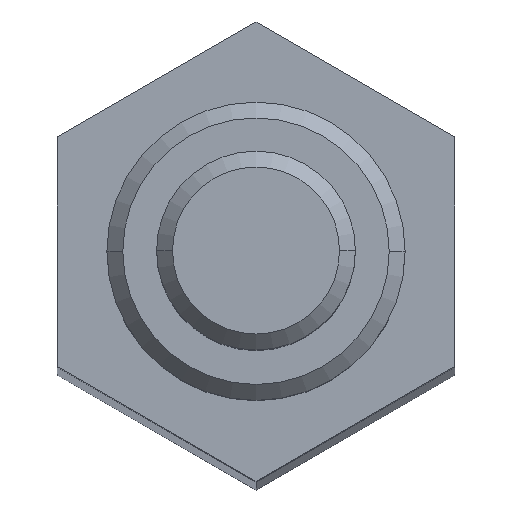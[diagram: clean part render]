
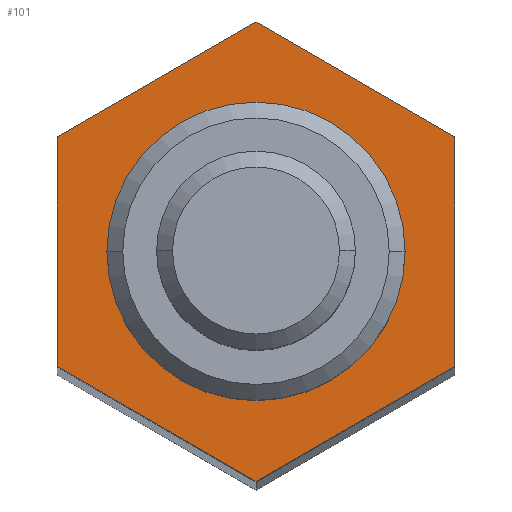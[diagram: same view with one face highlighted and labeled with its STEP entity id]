
A CAD part, top view. The second image highlights one B-rep face of the part: STEP entity #101.
In plain terms, the highlighted planar face has unit normal (0, 0, 1).
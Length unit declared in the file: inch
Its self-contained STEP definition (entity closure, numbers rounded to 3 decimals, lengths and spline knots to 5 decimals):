
#7 = CARTESIAN_POINT ( 'NONE',  ( 0.25, -0.14434, -0.28 ) ) ;
#9 = DIRECTION ( 'NONE',  ( 1., 0., 0. ) ) ;
#19 = CARTESIAN_POINT ( 'NONE',  ( 0., 0., -0.28 ) ) ;
#34 = LINE ( 'NONE', #684, #982 ) ;
#65 = CARTESIAN_POINT ( 'NONE',  ( 0., -0.28868, -0.28 ) ) ;
#72 = EDGE_LOOP ( 'NONE', ( #546, #621, #780, #511, #889, #885 ) ) ;
#73 = CARTESIAN_POINT ( 'NONE',  ( -0.25, -0.14434, -0.28 ) ) ;
#74 = EDGE_CURVE ( 'NONE', #281, #288, #669, .T. ) ;
#87 = CARTESIAN_POINT ( 'NONE',  ( 0.1875, 0., -0.28 ) ) ;
#101 = ADVANCED_FACE ( 'NONE', ( #172, #435 ), #756, .T. ) ;
#122 = CARTESIAN_POINT ( 'NONE',  ( 0., 0., -0.28 ) ) ;
#133 = EDGE_CURVE ( 'NONE', #874, #708, #224, .T. ) ;
#143 = VERTEX_POINT ( 'NONE', #264 ) ;
#158 = LINE ( 'NONE', #806, #932 ) ;
#172 = FACE_BOUND ( 'NONE', #987, .T. ) ;
#190 = VERTEX_POINT ( 'NONE', #704 ) ;
#196 = DIRECTION ( 'NONE',  ( 1., 0., 0. ) ) ;
#223 = DIRECTION ( 'NONE',  ( 1., 0., 0. ) ) ;
#224 = CIRCLE ( 'NONE', #295, 0.1875 ) ;
#264 = CARTESIAN_POINT ( 'NONE',  ( 0.25, -0.14434, -0.28 ) ) ;
#275 = CARTESIAN_POINT ( 'NONE',  ( -0.25, -0.14434, -0.28 ) ) ;
#278 = CARTESIAN_POINT ( 'NONE',  ( 0., 0., -0.28 ) ) ;
#281 = VERTEX_POINT ( 'NONE', #73 ) ;
#288 = VERTEX_POINT ( 'NONE', #65 ) ;
#295 = AXIS2_PLACEMENT_3D ( 'NONE', #19, #352, #196 ) ;
#296 = DIRECTION ( 'NONE',  ( 0., 1., 0. ) ) ;
#352 = DIRECTION ( 'NONE',  ( 0., 0., 1. ) ) ;
#360 = CARTESIAN_POINT ( 'NONE',  ( -0.1875, 0., -0.28 ) ) ;
#362 = ORIENTED_EDGE ( 'NONE', *, *, #548, .F. ) ;
#377 = CARTESIAN_POINT ( 'NONE',  ( 0., 0.28868, -0.28 ) ) ;
#384 = DIRECTION ( 'NONE',  ( -0.866, 0.5, 0. ) ) ;
#404 = DIRECTION ( 'NONE',  ( 0.866, 0.5, 0. ) ) ;
#435 = FACE_OUTER_BOUND ( 'NONE', #72, .T. ) ;
#437 = EDGE_CURVE ( 'NONE', #143, #446, #733, .T. ) ;
#446 = VERTEX_POINT ( 'NONE', #523 ) ;
#461 = VECTOR ( 'NONE', #591, 39.37008 ) ;
#511 = ORIENTED_EDGE ( 'NONE', *, *, #908, .T. ) ;
#523 = CARTESIAN_POINT ( 'NONE',  ( 0.25, 0.14434, -0.28 ) ) ;
#540 = LINE ( 'NONE', #377, #726 ) ;
#546 = ORIENTED_EDGE ( 'NONE', *, *, #437, .T. ) ;
#548 = EDGE_CURVE ( 'NONE', #708, #874, #1035, .T. ) ;
#549 = DIRECTION ( 'NONE',  ( -0.866, -0.5, 0. ) ) ;
#591 = DIRECTION ( 'NONE',  ( 0.866, -0.5, 0. ) ) ;
#595 = DIRECTION ( 'NONE',  ( 0., 0., 1. ) ) ;
#613 = DIRECTION ( 'NONE',  ( 0., 0., 1. ) ) ;
#621 = ORIENTED_EDGE ( 'NONE', *, *, #1057, .T. ) ;
#629 = EDGE_CURVE ( 'NONE', #975, #190, #540, .T. ) ;
#648 = ORIENTED_EDGE ( 'NONE', *, *, #133, .F. ) ;
#658 = VECTOR ( 'NONE', #296, 39.37008 ) ;
#669 = LINE ( 'NONE', #275, #461 ) ;
#684 = CARTESIAN_POINT ( 'NONE',  ( -0.25, 0.14434, -0.28 ) ) ;
#690 = LINE ( 'NONE', #1017, #797 ) ;
#698 = CARTESIAN_POINT ( 'NONE',  ( 0., 0.28868, -0.28 ) ) ;
#704 = CARTESIAN_POINT ( 'NONE',  ( -0.25, 0.14434, -0.28 ) ) ;
#708 = VERTEX_POINT ( 'NONE', #87 ) ;
#726 = VECTOR ( 'NONE', #549, 39.37008 ) ;
#733 = LINE ( 'NONE', #7, #658 ) ;
#756 = PLANE ( 'NONE',  #1001 ) ;
#759 = EDGE_CURVE ( 'NONE', #288, #143, #158, .T. ) ;
#780 = ORIENTED_EDGE ( 'NONE', *, *, #629, .T. ) ;
#797 = VECTOR ( 'NONE', #384, 39.37008 ) ;
#806 = CARTESIAN_POINT ( 'NONE',  ( 0., -0.28868, -0.28 ) ) ;
#874 = VERTEX_POINT ( 'NONE', #360 ) ;
#885 = ORIENTED_EDGE ( 'NONE', *, *, #759, .T. ) ;
#889 = ORIENTED_EDGE ( 'NONE', *, *, #74, .T. ) ;
#908 = EDGE_CURVE ( 'NONE', #190, #281, #34, .T. ) ;
#932 = VECTOR ( 'NONE', #404, 39.37008 ) ;
#975 = VERTEX_POINT ( 'NONE', #698 ) ;
#980 = AXIS2_PLACEMENT_3D ( 'NONE', #122, #613, #223 ) ;
#982 = VECTOR ( 'NONE', #1010, 39.37008 ) ;
#987 = EDGE_LOOP ( 'NONE', ( #362, #648 ) ) ;
#1001 = AXIS2_PLACEMENT_3D ( 'NONE', #278, #595, #9 ) ;
#1010 = DIRECTION ( 'NONE',  ( 0., -1., 0. ) ) ;
#1017 = CARTESIAN_POINT ( 'NONE',  ( 0.25, 0.14434, -0.28 ) ) ;
#1035 = CIRCLE ( 'NONE', #980, 0.1875 ) ;
#1057 = EDGE_CURVE ( 'NONE', #446, #975, #690, .T. ) ;
